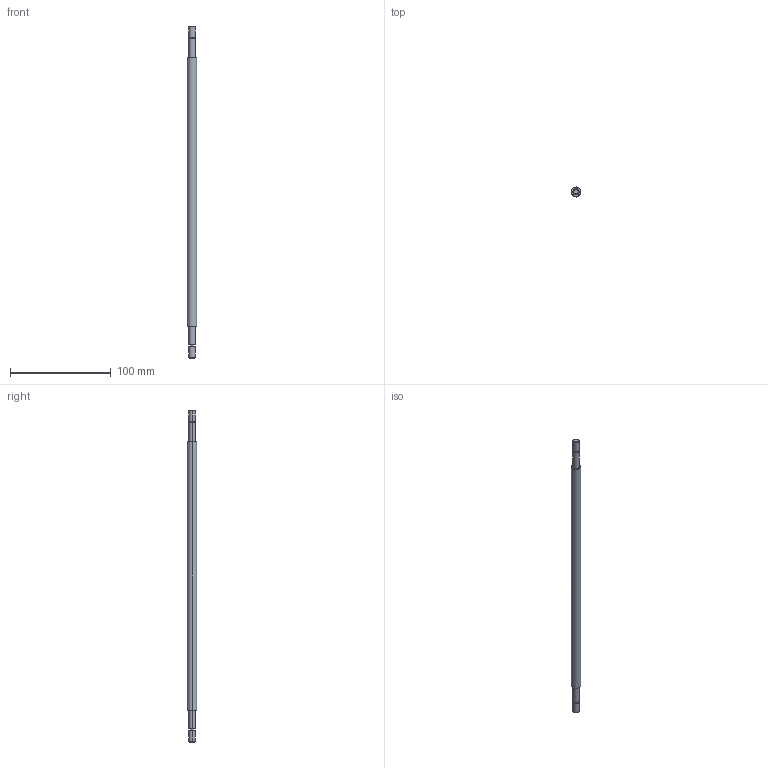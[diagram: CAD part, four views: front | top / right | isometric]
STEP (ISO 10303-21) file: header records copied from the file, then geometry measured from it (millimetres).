
FILE_DESCRIPTION(('produced by SPATIAL CORP'),'2;1');
FILE_NAME( 'screw_81.prt.hh.sat.stp','2002-04-19T11:21:54+00:00',('SPATIAL CORP'),( 'SPATIAL CORP'),'ACIS STEP Husk','http://www.spatial.com', 'SPATIAL CORP');
FILE_SCHEMA(('CONFIG_CONTROL_DESIGN'));
Length unit declared in the file: millimetre
Products named in the file (1): PRODUCT_ID_1
Bounding box: 9.53 x 9.53 x 330.2 mm (x, y, z)
Volume: 20962.9 mm3; surface area: 9412.2 mm2
Topology: 1 solids, 1 shells, 26 faces, 50 edges, 32 vertices
Faces by surface type: cylinder 14, plane 8, cone 4
Entity records: 759 total; most frequent: DIRECTION 134, CARTESIAN_POINT 108, ORIENTED_EDGE 100, AXIS2_PLACEMENT_3D 58, EDGE_CURVE 50, VERTEX_POINT 32, CIRCLE 32, EDGE_LOOP 32
